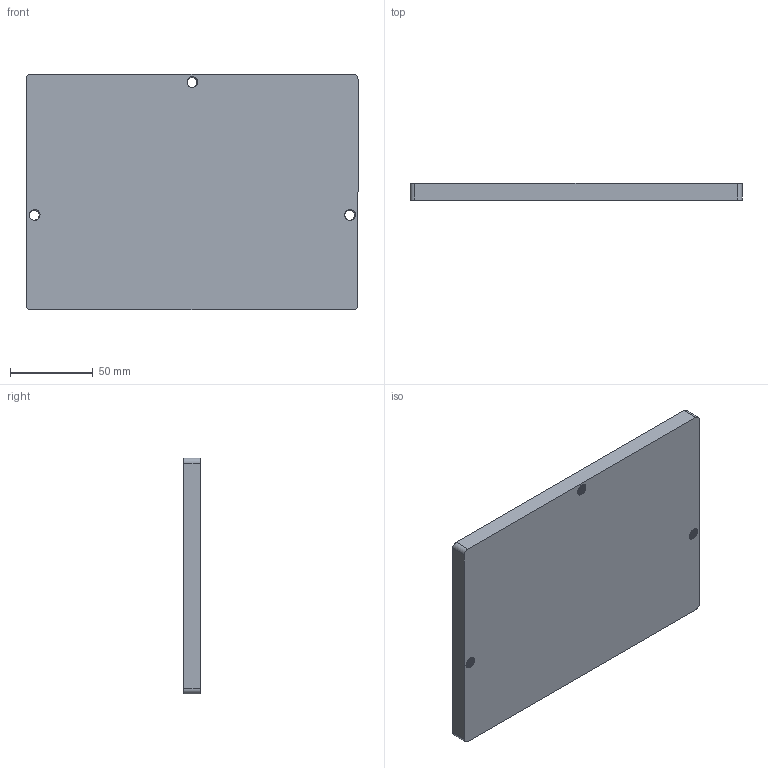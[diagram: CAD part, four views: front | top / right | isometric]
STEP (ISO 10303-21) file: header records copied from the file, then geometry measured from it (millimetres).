
FILE_DESCRIPTION (( 'STEP AP214' ), '1' );
FILE_NAME ('Tampa.STEP', '2022-06-02T16:57:03', ( '' ), ( '' ), 'SwSTEP 2.0', 'SolidWorks 2021', '' );
FILE_SCHEMA (( 'AUTOMOTIVE_DESIGN' ));
Length unit declared in the file: millimetre
Products named in the file (1): Tampa
Bounding box: 200 x 10 x 142 mm (x, y, z)
Volume: 282937.1 mm3; surface area: 64370 mm2
Topology: 1 solids, 1 shells, 85 faces, 243 edges, 160 vertices
Faces by surface type: cylinder 67, plane 9, bspline 9
Entity records: 7227 total; most frequent: CARTESIAN_POINT 5373, ORIENTED_EDGE 486, DIRECTION 282, EDGE_CURVE 243, VERTEX_POINT 160, AXIS2_PLACEMENT_3D 97, EDGE_LOOP 91, LINE 88
